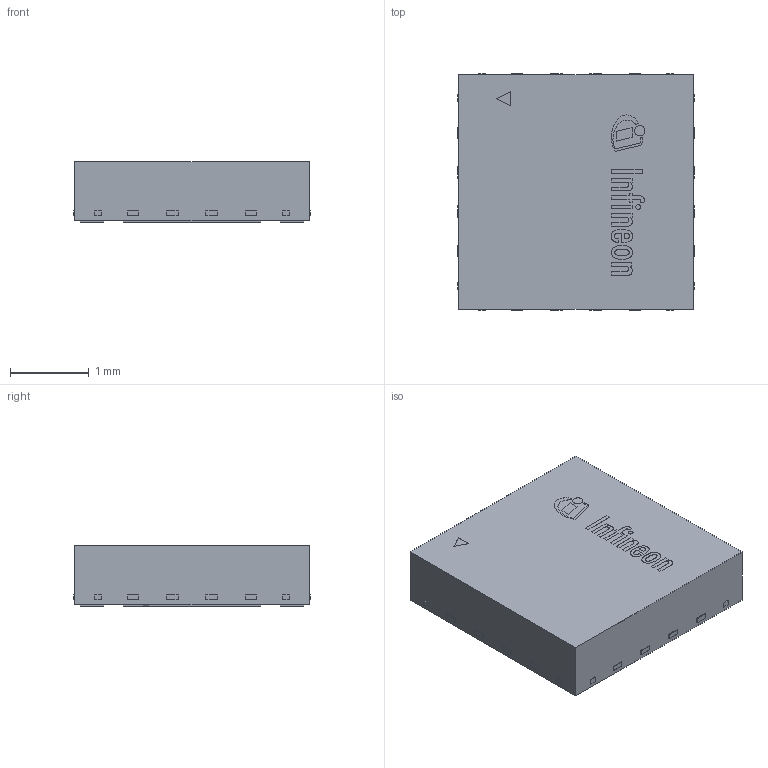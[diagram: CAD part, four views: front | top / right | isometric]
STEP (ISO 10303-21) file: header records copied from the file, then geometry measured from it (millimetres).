
FILE_DESCRIPTION(/* description */ (''),/* implementation_level */ '2;1');
FILE_NAME(/* name */ 'PG-TSNP-16-12_Z8B00206082_V01_3D.stp',/* time_stamp */ '2021-07-05T19:02:07+06:00',/* author */ ('janartha'),/* organization */ (''),/* preprocessor_version */ 'ST-DEVELOPER v16.13',/* originating_system */ 'AutoCAD Mechanical',/* authorisation */ '');
FILE_SCHEMA (('AUTOMOTIVE_DESIGN { 1 0 10303 214 3 1 1 }'));
Length unit declared in the file: millimetre
Products named in the file (1): Product
Bounding box: 3 x 3 x 0.77 mm (x, y, z)
Volume: 6.7 mm3; surface area: 36.3 mm2
Topology: 55 solids, 55 shells, 480 faces, 1107 edges, 738 vertices
Faces by surface type: plane 343, cylinder 137
Full cylindrical faces by diameter (mm): 0.062 x1, 0.129 x1
Entity records: 13551 total; most frequent: DIRECTION 2341, CARTESIAN_POINT 2324, ORIENTED_EDGE 2210, EDGE_CURVE 1105, LINE 831, VECTOR 831, AXIS2_PLACEMENT_3D 755, VERTEX_POINT 738
